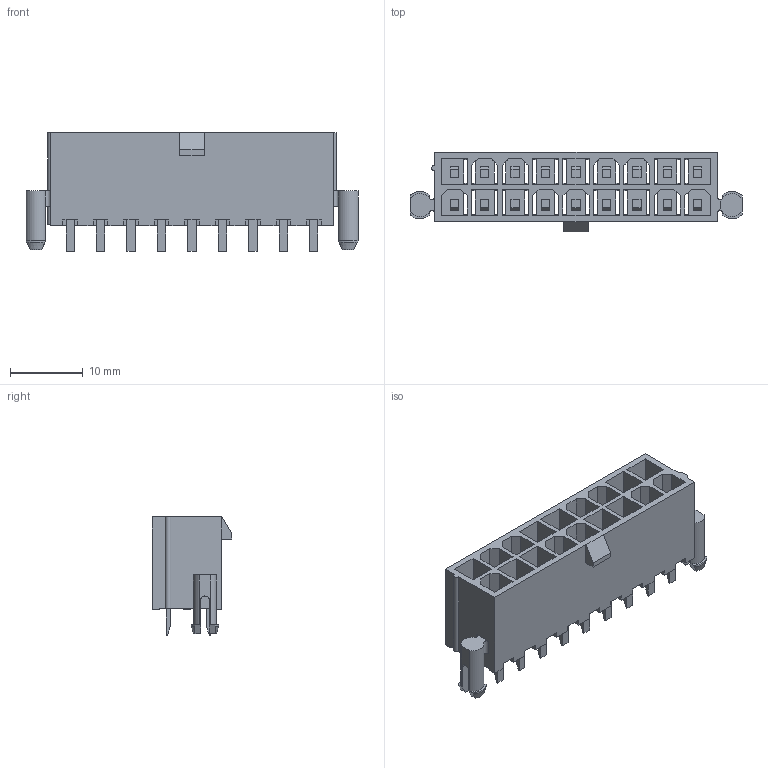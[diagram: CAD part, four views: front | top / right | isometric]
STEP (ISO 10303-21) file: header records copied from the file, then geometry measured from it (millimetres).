
FILE_DESCRIPTION(('FreeCAD Model'),'2;1');
FILE_NAME('Mini_Fit_18W.step','2017-12-16T01:24:11',( 'kicad StepUp'),('ksu MCAD'),'Open CASCADE STEP processor 7.1', 'FreeCAD','Unknown');
FILE_SCHEMA(('AUTOMOTIVE_DESIGN { 1 0 10303 214 1 1 1 1 }'));
Length unit declared in the file: millimetre
Products named in the file (1): Mini_Fit_18W
Bounding box: 45.78 x 11 x 16.3 mm (x, y, z)
Volume: 2585.6 mm3; surface area: 5737.5 mm2
Topology: 1 solids, 1 shells, 554 faces, 1695 edges, 1176 vertices
Faces by surface type: plane 535, cylinder 15, cone 4
Entity records: 22621 total; most frequent: CARTESIAN_POINT 3474, ORIENTED_EDGE 3306, DIRECTION 2863, EDGE_CURVE 1653, LINE 1605, VECTOR 1605, VERTEX_POINT 1092, AXIS2_PLACEMENT_3D 629
